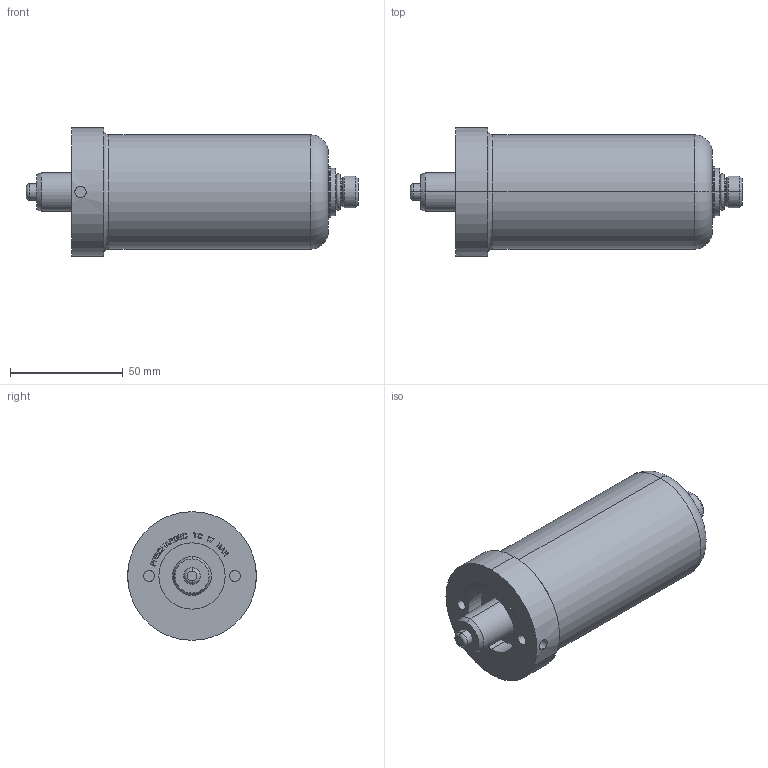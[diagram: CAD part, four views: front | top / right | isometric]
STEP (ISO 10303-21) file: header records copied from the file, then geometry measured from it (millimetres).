
FILE_DESCRIPTION((''),'2;1');
FILE_NAME('ILCMV49011605','2016-12-07T',('maj'),(''),'PRO/ENGINEER BY PARAMETRIC TECHNOLOGY CORPORATION, 2013320','PRO/ENGINEER BY PARAMETRIC TECHNOLOGY CORPORATION, 2013320','');
FILE_SCHEMA(('AUTOMOTIVE_DESIGN { 1 0 10303 214 1 1 1 1 }'));
Length unit declared in the file: inch
Products named in the file (1): ILCMV49011605
Bounding box: 147.5 x 57.15 x 57.15 mm (x, y, z)
Volume: 239184.2 mm3; surface area: 26279.4 mm2
Topology: 1 solids, 1 shells, 466 faces, 1255 edges, 830 vertices
Faces by surface type: plane 422, cylinder 26, torus 12, cone 6
Entity records: 14508 total; most frequent: CARTESIAN_POINT 2673, ORIENTED_EDGE 2510, DIRECTION 2259, EDGE_CURVE 1255, VECTOR 1175, LINE 1175, VERTEX_POINT 830, AXIS2_PLACEMENT_3D 542
